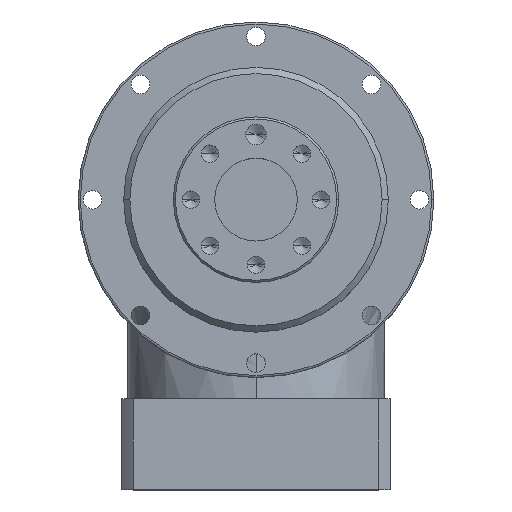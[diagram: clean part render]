
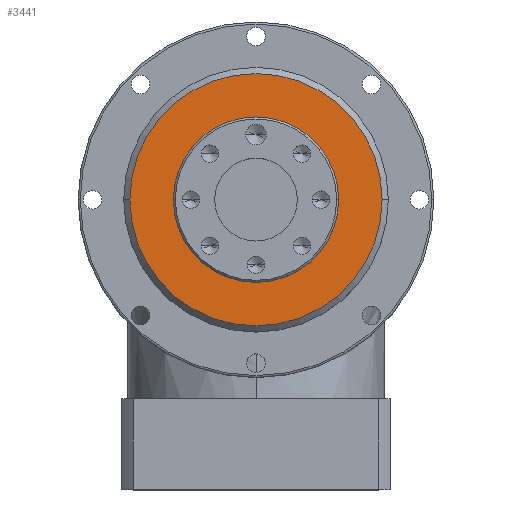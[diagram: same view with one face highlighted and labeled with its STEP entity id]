
A CAD part, top view. The second image highlights one B-rep face of the part: STEP entity #3441.
In plain terms, the highlighted planar face has unit normal (0, 0, 1).
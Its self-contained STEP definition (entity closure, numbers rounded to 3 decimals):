
#229 = VERTEX_POINT ( 'NONE', #5134 ) ;
#324 = EDGE_CURVE ( 'NONE', #1380, #8131, #1369, .T. ) ;
#605 = CARTESIAN_POINT ( 'NONE',  ( 0., 0., 38. ) ) ;
#1073 = FACE_BOUND ( 'NONE', #5995, .T. ) ;
#1112 = CIRCLE ( 'NONE', #5523, 20. ) ;
#1189 = DIRECTION ( 'NONE',  ( 0., 0., 1. ) ) ;
#1329 = DIRECTION ( 'NONE',  ( 1., 0., 0. ) ) ;
#1369 = CIRCLE ( 'NONE', #1852, 30.5 ) ;
#1380 = VERTEX_POINT ( 'NONE', #7487 ) ;
#1733 = EDGE_CURVE ( 'NONE', #8131, #1380, #3184, .T. ) ;
#1852 = AXIS2_PLACEMENT_3D ( 'NONE', #4068, #9075, #4802 ) ;
#2015 = EDGE_CURVE ( 'NONE', #4405, #229, #1112, .T. ) ;
#2759 = FACE_OUTER_BOUND ( 'NONE', #5573, .T. ) ;
#2942 = AXIS2_PLACEMENT_3D ( 'NONE', #3816, #8838, #4553 ) ;
#3184 = CIRCLE ( 'NONE', #6499, 30.5 ) ;
#3237 = CARTESIAN_POINT ( 'NONE',  ( 0., 0., 38. ) ) ;
#3441 = ADVANCED_FACE ( 'NONE', ( #2759, #1073 ), #7535, .T. ) ;
#3589 = CARTESIAN_POINT ( 'NONE',  ( -20., 0., 38. ) ) ;
#3816 = CARTESIAN_POINT ( 'NONE',  ( 0., 0., 38. ) ) ;
#3949 = DIRECTION ( 'NONE',  ( 1., 0., 0. ) ) ;
#3999 = ORIENTED_EDGE ( 'NONE', *, *, #8085, .F. ) ;
#4068 = CARTESIAN_POINT ( 'NONE',  ( 0., 0., 38. ) ) ;
#4405 = VERTEX_POINT ( 'NONE', #3589 ) ;
#4553 = DIRECTION ( 'NONE',  ( 1., 0., 0. ) ) ;
#4802 = DIRECTION ( 'NONE',  ( 1., 0., 0. ) ) ;
#5134 = CARTESIAN_POINT ( 'NONE',  ( 20., 0., 38. ) ) ;
#5494 = CARTESIAN_POINT ( 'NONE',  ( 0., 0., 38. ) ) ;
#5523 = AXIS2_PLACEMENT_3D ( 'NONE', #5494, #1189, #6204 ) ;
#5553 = ORIENTED_EDGE ( 'NONE', *, *, #1733, .T. ) ;
#5573 = EDGE_LOOP ( 'NONE', ( #5700, #5553 ) ) ;
#5631 = DIRECTION ( 'NONE',  ( 0., 0., 1. ) ) ;
#5700 = ORIENTED_EDGE ( 'NONE', *, *, #324, .T. ) ;
#5995 = EDGE_LOOP ( 'NONE', ( #3999, #7413 ) ) ;
#6204 = DIRECTION ( 'NONE',  ( 1., 0., 0. ) ) ;
#6250 = AXIS2_PLACEMENT_3D ( 'NONE', #3237, #8253, #3949 ) ;
#6499 = AXIS2_PLACEMENT_3D ( 'NONE', #605, #5631, #1329 ) ;
#6769 = CIRCLE ( 'NONE', #2942, 20. ) ;
#7406 = CARTESIAN_POINT ( 'NONE',  ( 30.5, 0., 38. ) ) ;
#7413 = ORIENTED_EDGE ( 'NONE', *, *, #2015, .F. ) ;
#7487 = CARTESIAN_POINT ( 'NONE',  ( -30.5, 0., 38. ) ) ;
#7535 = PLANE ( 'NONE',  #6250 ) ;
#8085 = EDGE_CURVE ( 'NONE', #229, #4405, #6769, .T. ) ;
#8131 = VERTEX_POINT ( 'NONE', #7406 ) ;
#8253 = DIRECTION ( 'NONE',  ( 0., 0., 1. ) ) ;
#8838 = DIRECTION ( 'NONE',  ( 0., 0., 1. ) ) ;
#9075 = DIRECTION ( 'NONE',  ( 0., 0., 1. ) ) ;
